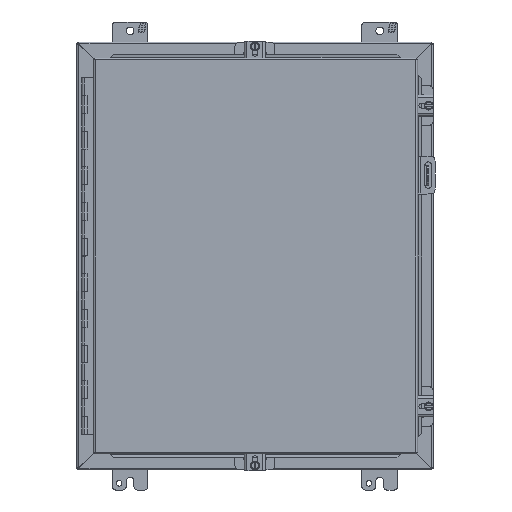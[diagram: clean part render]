
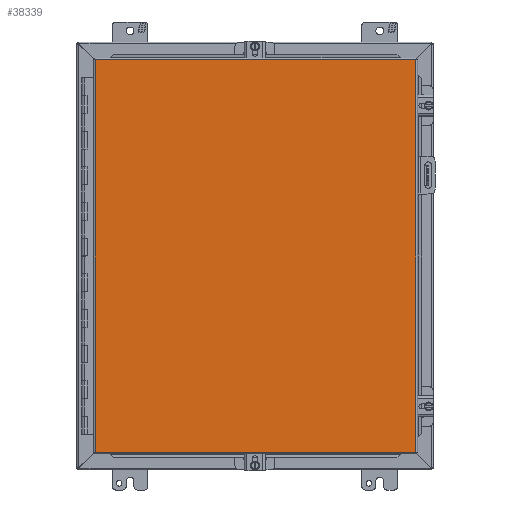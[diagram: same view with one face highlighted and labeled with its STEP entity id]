
A CAD part, front view. The second image highlights one B-rep face of the part: STEP entity #38339.
In plain terms, the highlighted planar face has unit normal (0, -1, 0).
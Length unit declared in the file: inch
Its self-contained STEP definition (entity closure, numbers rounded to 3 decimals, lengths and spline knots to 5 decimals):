
#271 = CARTESIAN_POINT ( 'NONE',  ( -8.954, -7.21, -10.9945 ) ) ;
#701 = FACE_OUTER_BOUND ( 'NONE', #19584, .T. ) ;
#2333 = DIRECTION ( 'NONE',  ( 0., 0., 1. ) ) ;
#2646 = ORIENTED_EDGE ( 'NONE', *, *, #43174, .F. ) ;
#5160 = VECTOR ( 'NONE', #31154, 39.37008 ) ;
#6461 = EDGE_CURVE ( 'NONE', #20524, #30824, #20810, .T. ) ;
#7614 = CARTESIAN_POINT ( 'NONE',  ( 9.018, -7.21, -10.9945 ) ) ;
#9601 = CARTESIAN_POINT ( 'NONE',  ( 9.018, -7.21, -10.9945 ) ) ;
#10875 = AXIS2_PLACEMENT_3D ( 'NONE', #10897, #24970, #21958 ) ;
#10897 = CARTESIAN_POINT ( 'NONE',  ( -8.954, -7.21, -10.9945 ) ) ;
#11314 = DIRECTION ( 'NONE',  ( -1., 0., 0. ) ) ;
#13709 = CARTESIAN_POINT ( 'NONE',  ( 9.018, -7.21, 10.9945 ) ) ;
#18237 = LINE ( 'NONE', #7614, #38470 ) ;
#19327 = VERTEX_POINT ( 'NONE', #13709 ) ;
#19584 = EDGE_LOOP ( 'NONE', ( #40909, #24764, #42194, #2646 ) ) ;
#20524 = VERTEX_POINT ( 'NONE', #271 ) ;
#20810 = LINE ( 'NONE', #44812, #43618 ) ;
#20996 = LINE ( 'NONE', #30697, #5160 ) ;
#21958 = DIRECTION ( 'NONE',  ( 0., 0., -1. ) ) ;
#22086 = EDGE_CURVE ( 'NONE', #30824, #19327, #42502, .T. ) ;
#23514 = CARTESIAN_POINT ( 'NONE',  ( -8.954, -7.21, 10.9945 ) ) ;
#24723 = DIRECTION ( 'NONE',  ( 1., 0., 0. ) ) ;
#24764 = ORIENTED_EDGE ( 'NONE', *, *, #22086, .F. ) ;
#24970 = DIRECTION ( 'NONE',  ( 0., -1., 0. ) ) ;
#25891 = EDGE_CURVE ( 'NONE', #19327, #32875, #20996, .T. ) ;
#28673 = PLANE ( 'NONE',  #10875 ) ;
#30697 = CARTESIAN_POINT ( 'NONE',  ( 9.018, -7.21, 10.9945 ) ) ;
#30824 = VERTEX_POINT ( 'NONE', #23514 ) ;
#31154 = DIRECTION ( 'NONE',  ( 0., 0., -1. ) ) ;
#31628 = VECTOR ( 'NONE', #24723, 39.37008 ) ;
#32875 = VERTEX_POINT ( 'NONE', #9601 ) ;
#38339 = ADVANCED_FACE ( 'NONE', ( #701 ), #28673, .T. ) ;
#38470 = VECTOR ( 'NONE', #11314, 39.37008 ) ;
#40909 = ORIENTED_EDGE ( 'NONE', *, *, #25891, .F. ) ;
#42194 = ORIENTED_EDGE ( 'NONE', *, *, #6461, .F. ) ;
#42282 = CARTESIAN_POINT ( 'NONE',  ( -8.954, -7.21, 10.9945 ) ) ;
#42502 = LINE ( 'NONE', #42282, #31628 ) ;
#43174 = EDGE_CURVE ( 'NONE', #32875, #20524, #18237, .T. ) ;
#43618 = VECTOR ( 'NONE', #2333, 39.37008 ) ;
#44812 = CARTESIAN_POINT ( 'NONE',  ( -8.954, -7.21, -10.9945 ) ) ;
